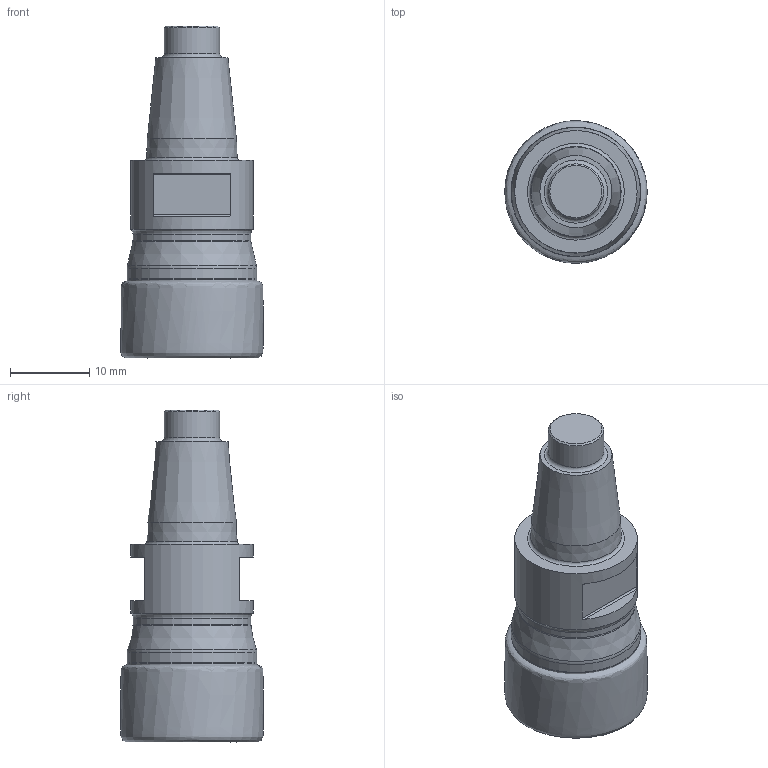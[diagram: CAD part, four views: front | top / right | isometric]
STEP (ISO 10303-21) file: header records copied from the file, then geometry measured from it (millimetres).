
FILE_DESCRIPTION(/* description */ (''),/* implementation_level */ '2;1');
FILE_NAME(/* name */ 'TOOLASSEMBLY_1.STP',/* time_stamp */ '2024-08-27T14:18:27+02:00',/* author */ (''),/* organization */ ('SMS'),/* preprocessor_version */ 'ST-DEVELOPER v16.7',/* originating_system */ 'SIEMENS PLM Software NX 12.0',/* authorisation */ '');
FILE_SCHEMA (('AUTOMOTIVE_DESIGN { 1 0 10303 214 3 1 1 1 }'));
Length unit declared in the file: millimetre
Products named in the file (4): ASSEMBLY_CONSTRUCTION; CUT_20240827141608; NOCUT_20240827141556; TOOLASSEMBLY_1
Assembly tree (3 placements, depth 2):
  TOOLASSEMBLY_1
    NOCUT_20240827141556
    CUT_20240827141608
    ASSEMBLY_CONSTRUCTION
Bounding box: 18 x 18.02 x 42 mm (x, y, z)
Volume: 8176.5 mm3; surface area: 3251 mm2
Topology: 2 solids, 2 shells, 41 faces, 88 edges, 60 vertices
Faces by surface type: torus 12, plane 11, cone 9, cylinder 8, bspline 1
Full cylindrical faces by diameter (mm): 7 x1, 14.9 x1, 15.5 x1, 16.4 x1
Entity records: 5501 total; most frequent: CARTESIAN_POINT 4583, DIRECTION 180, ORIENTED_EDGE 106, AXIS2_PLACEMENT_3D 84, EDGE_LOOP 70, FACE_BOUND 59, EDGE_CURVE 53, VERTEX_POINT 46
